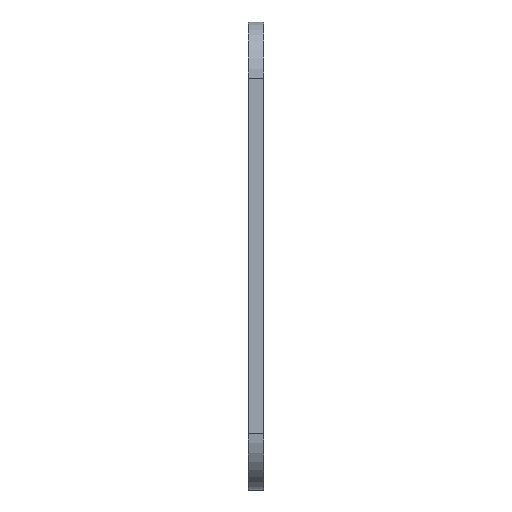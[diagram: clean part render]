
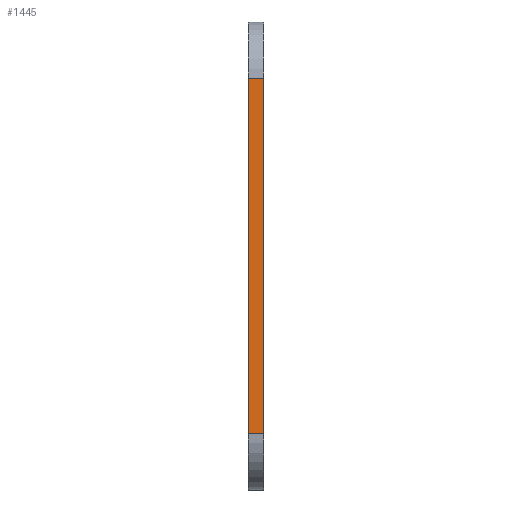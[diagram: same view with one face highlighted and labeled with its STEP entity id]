
A CAD part, left-side view. The second image highlights one B-rep face of the part: STEP entity #1445.
In plain terms, the highlighted planar face has unit normal (-1, 0, 0).
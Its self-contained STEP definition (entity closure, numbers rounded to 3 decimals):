
#152=FACE_OUTER_BOUND('',#235,.T.);
#235=EDGE_LOOP('',(#1026,#1027,#1028,#1029));
#326=LINE('',#2128,#463);
#356=LINE('',#2256,#493);
#357=LINE('',#2259,#494);
#358=LINE('',#2260,#495);
#463=VECTOR('',#1708,10.);
#493=VECTOR('',#1816,10.);
#494=VECTOR('',#1819,10.);
#495=VECTOR('',#1820,10.);
#592=VERTEX_POINT('',#2114);
#598=VERTEX_POINT('',#2126);
#656=VERTEX_POINT('',#2252);
#658=VERTEX_POINT('',#2258);
#738=EDGE_CURVE('',#592,#598,#326,.T.);
#802=EDGE_CURVE('',#592,#656,#356,.T.);
#803=EDGE_CURVE('',#658,#598,#357,.T.);
#804=EDGE_CURVE('',#656,#658,#358,.T.);
#1026=ORIENTED_EDGE('',*,*,#802,.F.);
#1027=ORIENTED_EDGE('',*,*,#738,.T.);
#1028=ORIENTED_EDGE('',*,*,#803,.F.);
#1029=ORIENTED_EDGE('',*,*,#804,.F.);
#1330=PLANE('',#1577);
#1445=ADVANCED_FACE('',(#152),#1330,.T.);
#1577=AXIS2_PLACEMENT_3D('',#2257,#1817,#1818);
#1708=DIRECTION('',(0.,0.,1.));
#1816=DIRECTION('',(0.,1.,0.));
#1817=DIRECTION('center_axis',(-1.,0.,0.));
#1818=DIRECTION('ref_axis',(0.,0.,1.));
#1819=DIRECTION('',(0.,-1.,0.));
#1820=DIRECTION('',(0.,0.,1.));
#2114=CARTESIAN_POINT('',(-63.424,0.,-31.6));
#2126=CARTESIAN_POINT('',(-63.424,0.,31.3));
#2128=CARTESIAN_POINT('',(-63.424,0.,-41.6));
#2252=CARTESIAN_POINT('',(-63.424,2.7,-31.6));
#2256=CARTESIAN_POINT('',(-63.424,0.,-31.6));
#2257=CARTESIAN_POINT('Origin',(-63.424,0.,-41.6));
#2258=CARTESIAN_POINT('',(-63.424,2.7,31.3));
#2259=CARTESIAN_POINT('',(-63.424,0.,31.3));
#2260=CARTESIAN_POINT('',(-63.424,2.7,-41.6));
